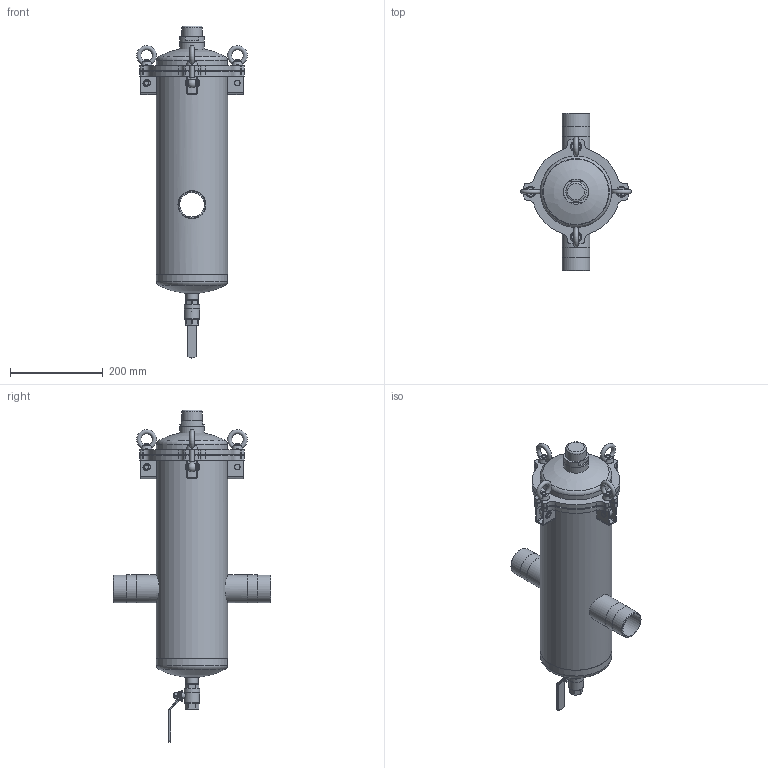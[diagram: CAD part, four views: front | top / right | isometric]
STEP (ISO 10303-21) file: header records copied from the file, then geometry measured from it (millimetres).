
FILE_DESCRIPTION(/* description */ ('Unknown'),/* implementation_level */ '2;1');
FILE_NAME(/* name */ 'RD21DN050 STP',/* time_stamp */ '2021-04-08T15:55:58+02:00',/* author */ ('Unknown'),/* organization */ ('Unknown'),/* preprocessor_version */ 'ST-DEVELOPER v16.7',/* originating_system */ 'Solid Edge',/* authorisation */ 'Unknown');
FILE_SCHEMA (('AUTOMOTIVE_DESIGN {1 0 10303 214 3 1 1}'));
Length unit declared in the file: millimetre
Products named in the file (22): RD21DN050 STP; 1-004-1; 1-001-1; 1-012-1; 1-006-1; NIPL G2 ; O KROUZEK NBR 70 ShA 158,12x6,99; 1-002-1; 1-027-1; 1-021-1; KROUZEK POJISTNY  A9 DIN471; ŠROUB S OKEM M10 DIN 444B A2; MATICE M10 S OKEM DIN 582 A2 ; 1-011-1; 1-016-1; 1-018-1; O KROUZEK 38X4 NBR 70 Sha; 1-020-1; MUFNA G 1_2 HALF; BALL VALVE 1_2  MF; BALL VALVE MF G1_2 MF PART1; BALL VALVE MF G1_2 MF PART2
Assembly tree (38 placements, depth 3):
  RD21DN050 STP
    1-004-1
    1-001-1
    1-012-1
    1-006-1  x2
    NIPL G2   x2
    O KROUZEK NBR 70 ShA 158,12x6,99
    1-002-1
    1-027-1  x4
    1-021-1  x4
    KROUZEK POJISTNY  A9 DIN471  x4
    ŠROUB S OKEM M10 DIN 444B A2  x4
    MATICE M10 S OKEM DIN 582 A2   x4
    1-011-1
    1-016-1
    1-018-1
    O KROUZEK 38X4 NBR 70 Sha
    1-020-1
    MUFNA G 1_2 HALF
    BALL VALVE 1_2  MF
      BALL VALVE MF G1_2 MF PART1
      BALL VALVE MF G1_2 MF PART2
Bounding box: 238.98 x 340 x 717.3 mm (x, y, z)
Volume: 1087956 mm3; surface area: 795406.6 mm2
Topology: 37 solids, 37 shells, 690 faces, 1705 edges, 1117 vertices
Faces by surface type: plane 298, cylinder 280, cone 66, torus 29, sphere 9, bspline 8
Full cylindrical faces by diameter (mm): 1.47 x8, 7 x1, 7.5 x1, 8 x1, 8.376 x4, 9 x4, 10 x16, 10.5 x4, 11 x9, 12 x5, 15 x3, 18.631 x2, 20.955 x1, 26 x1, 26.5 x1, 27 x1, 30 x1, 30.291 x1, 31 x1, 32.5 x1, 33.2 x1, 33.249 x1, 34 x1, 35 x1, 36.376 x1, 38 x3, 39.2 x1, 44 x1, 46 x1, 47 x1
Entity records: 18153 total; most frequent: CARTESIAN_POINT 5813, DIRECTION 2321, ORIENTED_EDGE 2002, EDGE_CURVE 1001, AXIS2_PLACEMENT_3D 932, VERTEX_POINT 715, EDGE_LOOP 660, FACE_BOUND 660
